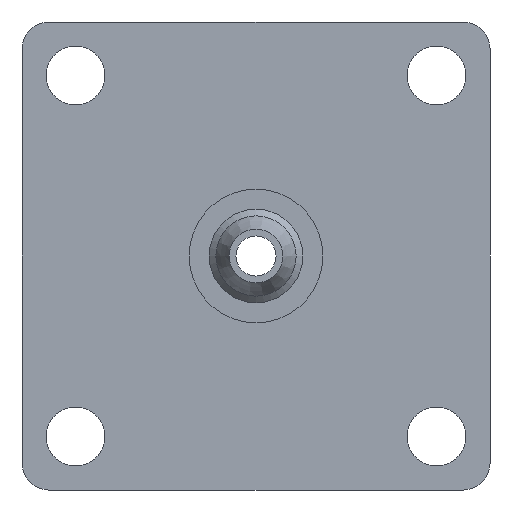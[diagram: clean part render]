
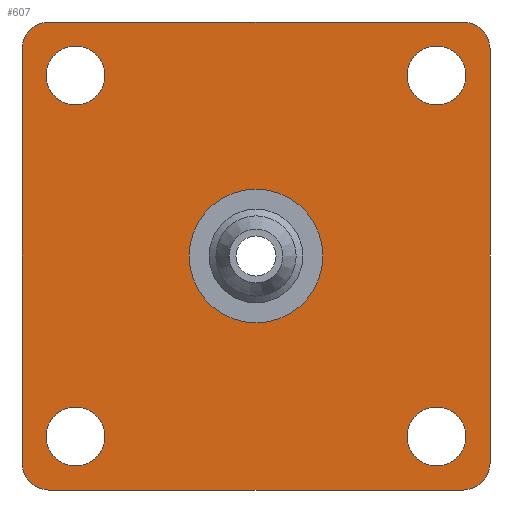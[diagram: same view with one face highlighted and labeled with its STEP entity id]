
A CAD part, front view. The second image highlights one B-rep face of the part: STEP entity #607.
In plain terms, the highlighted planar face has unit normal (0, -1, 0).
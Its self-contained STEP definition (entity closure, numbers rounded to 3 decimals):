
#47=FACE_BOUND('',#205,.T.);
#48=FACE_BOUND('',#206,.T.);
#49=FACE_BOUND('',#207,.T.);
#50=FACE_BOUND('',#208,.T.);
#51=FACE_BOUND('',#209,.T.);
#70=LINE('',#1021,#108);
#72=LINE('',#1025,#110);
#73=LINE('',#1029,#111);
#74=LINE('',#1033,#112);
#108=VECTOR('',#816,10.);
#110=VECTOR('',#820,10.);
#111=VECTOR('',#823,10.);
#112=VECTOR('',#826,10.);
#137=PLANE('',#683);
#158=FACE_OUTER_BOUND('',#204,.T.);
#204=EDGE_LOOP('',(#482,#483,#484,#485,#486,#487,#488,#489));
#205=EDGE_LOOP('',(#490));
#206=EDGE_LOOP('',(#491));
#207=EDGE_LOOP('',(#492));
#208=EDGE_LOOP('',(#493));
#209=EDGE_LOOP('',(#494));
#259=CIRCLE('',#669,5.);
#261=CIRCLE('',#673,2.2);
#262=CIRCLE('',#675,2.2);
#263=CIRCLE('',#677,2.2);
#264=CIRCLE('',#679,2.2);
#265=CIRCLE('',#681,2.);
#266=CIRCLE('',#684,2.);
#267=CIRCLE('',#685,2.);
#268=CIRCLE('',#686,2.);
#308=VERTEX_POINT('',#991);
#310=VERTEX_POINT('',#998);
#311=VERTEX_POINT('',#1002);
#312=VERTEX_POINT('',#1006);
#313=VERTEX_POINT('',#1010);
#314=VERTEX_POINT('',#1014);
#315=VERTEX_POINT('',#1015);
#316=VERTEX_POINT('',#1020);
#317=VERTEX_POINT('',#1024);
#318=VERTEX_POINT('',#1026);
#319=VERTEX_POINT('',#1028);
#320=VERTEX_POINT('',#1030);
#321=VERTEX_POINT('',#1032);
#364=EDGE_CURVE('',#308,#308,#259,.T.);
#366=EDGE_CURVE('',#310,#310,#261,.T.);
#368=EDGE_CURVE('',#311,#311,#262,.T.);
#370=EDGE_CURVE('',#312,#312,#263,.T.);
#372=EDGE_CURVE('',#313,#313,#264,.T.);
#374=EDGE_CURVE('',#314,#315,#265,.T.);
#377=EDGE_CURVE('',#315,#316,#70,.T.);
#379=EDGE_CURVE('',#317,#314,#72,.T.);
#380=EDGE_CURVE('',#318,#317,#266,.T.);
#381=EDGE_CURVE('',#319,#318,#73,.T.);
#382=EDGE_CURVE('',#320,#319,#267,.T.);
#383=EDGE_CURVE('',#321,#320,#74,.T.);
#384=EDGE_CURVE('',#316,#321,#268,.T.);
#482=ORIENTED_EDGE('',*,*,#374,.F.);
#483=ORIENTED_EDGE('',*,*,#379,.F.);
#484=ORIENTED_EDGE('',*,*,#380,.F.);
#485=ORIENTED_EDGE('',*,*,#381,.F.);
#486=ORIENTED_EDGE('',*,*,#382,.F.);
#487=ORIENTED_EDGE('',*,*,#383,.F.);
#488=ORIENTED_EDGE('',*,*,#384,.F.);
#489=ORIENTED_EDGE('',*,*,#377,.F.);
#490=ORIENTED_EDGE('',*,*,#364,.T.);
#491=ORIENTED_EDGE('',*,*,#366,.T.);
#492=ORIENTED_EDGE('',*,*,#368,.T.);
#493=ORIENTED_EDGE('',*,*,#370,.T.);
#494=ORIENTED_EDGE('',*,*,#372,.T.);
#607=ADVANCED_FACE('',(#158,#47,#48,#49,#50,#51),#137,.F.);
#669=AXIS2_PLACEMENT_3D('',#993,#782,#783);
#673=AXIS2_PLACEMENT_3D('',#999,#790,#791);
#675=AXIS2_PLACEMENT_3D('',#1003,#795,#796);
#677=AXIS2_PLACEMENT_3D('',#1007,#800,#801);
#679=AXIS2_PLACEMENT_3D('',#1011,#805,#806);
#681=AXIS2_PLACEMENT_3D('',#1016,#810,#811);
#683=AXIS2_PLACEMENT_3D('',#1023,#818,#819);
#684=AXIS2_PLACEMENT_3D('',#1027,#821,#822);
#685=AXIS2_PLACEMENT_3D('',#1031,#824,#825);
#686=AXIS2_PLACEMENT_3D('',#1034,#827,#828);
#782=DIRECTION('center_axis',(0.,1.,0.));
#783=DIRECTION('ref_axis',(1.,0.,0.));
#790=DIRECTION('center_axis',(0.,1.,0.));
#791=DIRECTION('ref_axis',(1.,0.,0.));
#795=DIRECTION('center_axis',(0.,1.,0.));
#796=DIRECTION('ref_axis',(1.,0.,0.));
#800=DIRECTION('center_axis',(0.,1.,0.));
#801=DIRECTION('ref_axis',(1.,0.,0.));
#805=DIRECTION('center_axis',(0.,1.,0.));
#806=DIRECTION('ref_axis',(1.,0.,0.));
#810=DIRECTION('center_axis',(0.,1.,0.));
#811=DIRECTION('ref_axis',(-0.707,0.,-0.707));
#816=DIRECTION('',(0.,0.,1.));
#818=DIRECTION('center_axis',(0.,1.,0.));
#819=DIRECTION('ref_axis',(1.,0.,0.));
#820=DIRECTION('',(-1.,0.,0.));
#821=DIRECTION('center_axis',(0.,1.,0.));
#822=DIRECTION('ref_axis',(0.707,0.,-0.707));
#823=DIRECTION('',(0.,0.,-1.));
#824=DIRECTION('center_axis',(0.,1.,0.));
#825=DIRECTION('ref_axis',(0.707,0.,0.707));
#826=DIRECTION('',(1.,0.,0.));
#827=DIRECTION('center_axis',(0.,1.,0.));
#828=DIRECTION('ref_axis',(-0.707,0.,0.707));
#991=CARTESIAN_POINT('',(-5.,18.,0.));
#993=CARTESIAN_POINT('Origin',(0.,18.,0.));
#998=CARTESIAN_POINT('',(-15.7,18.,13.5));
#999=CARTESIAN_POINT('Origin',(-13.5,18.,13.5));
#1002=CARTESIAN_POINT('',(11.3,18.,-13.5));
#1003=CARTESIAN_POINT('Origin',(13.5,18.,-13.5));
#1006=CARTESIAN_POINT('',(11.3,18.,13.5));
#1007=CARTESIAN_POINT('Origin',(13.5,18.,13.5));
#1010=CARTESIAN_POINT('',(-15.7,18.,-13.5));
#1011=CARTESIAN_POINT('Origin',(-13.5,18.,-13.5));
#1014=CARTESIAN_POINT('',(-15.5,18.,-17.5));
#1015=CARTESIAN_POINT('',(-17.5,18.,-15.5));
#1016=CARTESIAN_POINT('Origin',(-15.5,18.,-15.5));
#1020=CARTESIAN_POINT('',(-17.5,18.,15.5));
#1021=CARTESIAN_POINT('',(-17.5,18.,-17.5));
#1023=CARTESIAN_POINT('Origin',(0.,18.,0.));
#1024=CARTESIAN_POINT('',(15.5,18.,-17.5));
#1025=CARTESIAN_POINT('',(17.5,18.,-17.5));
#1026=CARTESIAN_POINT('',(17.5,18.,-15.5));
#1027=CARTESIAN_POINT('Origin',(15.5,18.,-15.5));
#1028=CARTESIAN_POINT('',(17.5,18.,15.5));
#1029=CARTESIAN_POINT('',(17.5,18.,17.5));
#1030=CARTESIAN_POINT('',(15.5,18.,17.5));
#1031=CARTESIAN_POINT('Origin',(15.5,18.,15.5));
#1032=CARTESIAN_POINT('',(-15.5,18.,17.5));
#1033=CARTESIAN_POINT('',(-17.5,18.,17.5));
#1034=CARTESIAN_POINT('Origin',(-15.5,18.,15.5));
